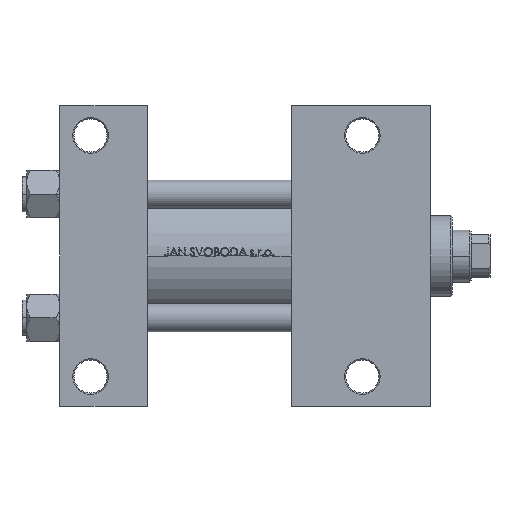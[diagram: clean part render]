
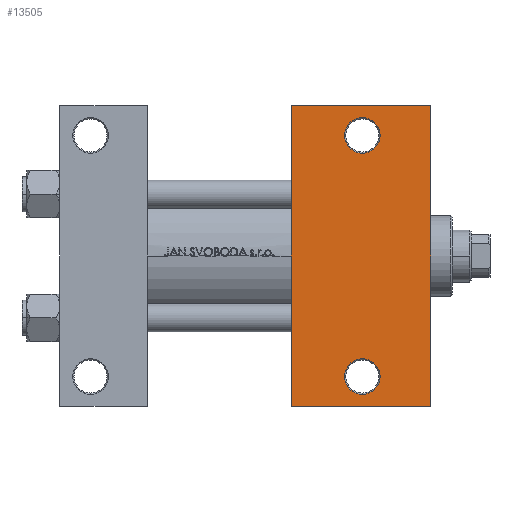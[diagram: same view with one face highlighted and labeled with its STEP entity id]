
A CAD part, front view. The second image highlights one B-rep face of the part: STEP entity #13505.
In plain terms, the highlighted face is planar.
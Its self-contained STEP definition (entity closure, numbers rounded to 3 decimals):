
#1227 = AXIS2_PLACEMENT_3D ( 'NONE', #29019, #18902, #9062 ) ;
#1765 = LINE ( 'NONE', #32554, #3887 ) ;
#3073 = VERTEX_POINT ( 'NONE', #47592 ) ;
#3522 = EDGE_LOOP ( 'NONE', ( #4665, #34681 ) ) ;
#3887 = VECTOR ( 'NONE', #16438, 1000. ) ;
#4665 = ORIENTED_EDGE ( 'NONE', *, *, #7288, .T. ) ;
#6090 = CARTESIAN_POINT ( 'NONE',  ( 157., 37.5, -37.5 ) ) ;
#6199 = VERTEX_POINT ( 'NONE', #41697 ) ;
#6596 = VERTEX_POINT ( 'NONE', #20537 ) ;
#6822 = VERTEX_POINT ( 'NONE', #38836 ) ;
#6939 = LINE ( 'NONE', #18850, #32741 ) ;
#7288 = EDGE_CURVE ( 'NONE', #6822, #12932, #15510, .T. ) ;
#8055 = CIRCLE ( 'NONE', #19945, 7.5 ) ;
#9062 = DIRECTION ( 'NONE',  ( -1., 0., 0. ) ) ;
#9095 = VECTOR ( 'NONE', #38808, 1000. ) ;
#9965 = VERTEX_POINT ( 'NONE', #45245 ) ;
#11141 = EDGE_CURVE ( 'NONE', #12932, #6822, #44053, .T. ) ;
#11235 = DIRECTION ( 'NONE',  ( -1., 0., 0. ) ) ;
#11402 = DIRECTION ( 'NONE',  ( -1., 0., 0. ) ) ;
#12428 = CARTESIAN_POINT ( 'NONE',  ( 98., -63.5, -37.5 ) ) ;
#12685 = VERTEX_POINT ( 'NONE', #27801 ) ;
#12932 = VERTEX_POINT ( 'NONE', #43633 ) ;
#13505 = ADVANCED_FACE ( 'NONE', ( #24944, #40099, #14270 ), #29407, .T. ) ;
#13787 = EDGE_LOOP ( 'NONE', ( #40021, #17929 ) ) ;
#14270 = FACE_OUTER_BOUND ( 'NONE', #23219, .T. ) ;
#15510 = CIRCLE ( 'NONE', #40090, 7.5 ) ;
#16215 = LINE ( 'NONE', #22920, #9095 ) ;
#16438 = DIRECTION ( 'NONE',  ( 0., -1., 0. ) ) ;
#17929 = ORIENTED_EDGE ( 'NONE', *, *, #36730, .T. ) ;
#18358 = DIRECTION ( 'NONE',  ( 0., -1., 0. ) ) ;
#18850 = CARTESIAN_POINT ( 'NONE',  ( 157., 37.5, -37.5 ) ) ;
#18902 = DIRECTION ( 'NONE',  ( 0., 0., 1. ) ) ;
#19548 = EDGE_CURVE ( 'NONE', #6596, #9965, #31558, .T. ) ;
#19945 = AXIS2_PLACEMENT_3D ( 'NONE', #46404, #45421, #11402 ) ;
#20537 = CARTESIAN_POINT ( 'NONE',  ( 157., -63.5, -37.5 ) ) ;
#21415 = EDGE_CURVE ( 'NONE', #6199, #9965, #1765, .T. ) ;
#22920 = CARTESIAN_POINT ( 'NONE',  ( 98., 63.5, -37.5 ) ) ;
#23219 = EDGE_LOOP ( 'NONE', ( #43809, #28202, #48282, #29015 ) ) ;
#23320 = CARTESIAN_POINT ( 'NONE',  ( 120.5, 51., -37.5 ) ) ;
#24592 = DIRECTION ( 'NONE',  ( -1., 0., 0. ) ) ;
#24944 = FACE_BOUND ( 'NONE', #13787, .T. ) ;
#25782 = CARTESIAN_POINT ( 'NONE',  ( 128., -51., -37.5 ) ) ;
#27801 = CARTESIAN_POINT ( 'NONE',  ( 157., 63.5, -37.5 ) ) ;
#28202 = ORIENTED_EDGE ( 'NONE', *, *, #43940, .T. ) ;
#29015 = ORIENTED_EDGE ( 'NONE', *, *, #19548, .T. ) ;
#29019 = CARTESIAN_POINT ( 'NONE',  ( 128., -51., -37.5 ) ) ;
#29407 = PLANE ( 'NONE',  #46584 ) ;
#29872 = DIRECTION ( 'NONE',  ( 0., 0., 1. ) ) ;
#31366 = EDGE_CURVE ( 'NONE', #37203, #3073, #8055, .T. ) ;
#31558 = LINE ( 'NONE', #12428, #33210 ) ;
#32021 = CIRCLE ( 'NONE', #41560, 7.5 ) ;
#32554 = CARTESIAN_POINT ( 'NONE',  ( 98., 37.5, -37.5 ) ) ;
#32741 = VECTOR ( 'NONE', #18358, 1000. ) ;
#33210 = VECTOR ( 'NONE', #24592, 1000. ) ;
#33227 = DIRECTION ( 'NONE',  ( 0., 0., 1. ) ) ;
#34092 = EDGE_CURVE ( 'NONE', #12685, #6596, #6939, .T. ) ;
#34681 = ORIENTED_EDGE ( 'NONE', *, *, #11141, .T. ) ;
#36730 = EDGE_CURVE ( 'NONE', #3073, #37203, #32021, .T. ) ;
#37203 = VERTEX_POINT ( 'NONE', #23320 ) ;
#37454 = DIRECTION ( 'NONE',  ( -1., 0., 0. ) ) ;
#38808 = DIRECTION ( 'NONE',  ( 1., 0., 0. ) ) ;
#38836 = CARTESIAN_POINT ( 'NONE',  ( 120.5, -51., -37.5 ) ) ;
#40021 = ORIENTED_EDGE ( 'NONE', *, *, #31366, .T. ) ;
#40090 = AXIS2_PLACEMENT_3D ( 'NONE', #25782, #33227, #37454 ) ;
#40099 = FACE_BOUND ( 'NONE', #3522, .T. ) ;
#40831 = DIRECTION ( 'NONE',  ( -1., 0., 0. ) ) ;
#41560 = AXIS2_PLACEMENT_3D ( 'NONE', #48498, #29872, #11235 ) ;
#41697 = CARTESIAN_POINT ( 'NONE',  ( 98., 63.5, -37.5 ) ) ;
#43633 = CARTESIAN_POINT ( 'NONE',  ( 135.5, -51., -37.5 ) ) ;
#43809 = ORIENTED_EDGE ( 'NONE', *, *, #21415, .F. ) ;
#43940 = EDGE_CURVE ( 'NONE', #6199, #12685, #16215, .T. ) ;
#44053 = CIRCLE ( 'NONE', #1227, 7.5 ) ;
#44563 = DIRECTION ( 'NONE',  ( 0., 0., -1. ) ) ;
#45245 = CARTESIAN_POINT ( 'NONE',  ( 98., -63.5, -37.5 ) ) ;
#45421 = DIRECTION ( 'NONE',  ( 0., 0., 1. ) ) ;
#46404 = CARTESIAN_POINT ( 'NONE',  ( 128., 51., -37.5 ) ) ;
#46584 = AXIS2_PLACEMENT_3D ( 'NONE', #6090, #44563, #40831 ) ;
#47592 = CARTESIAN_POINT ( 'NONE',  ( 135.5, 51., -37.5 ) ) ;
#48282 = ORIENTED_EDGE ( 'NONE', *, *, #34092, .T. ) ;
#48498 = CARTESIAN_POINT ( 'NONE',  ( 128., 51., -37.5 ) ) ;
